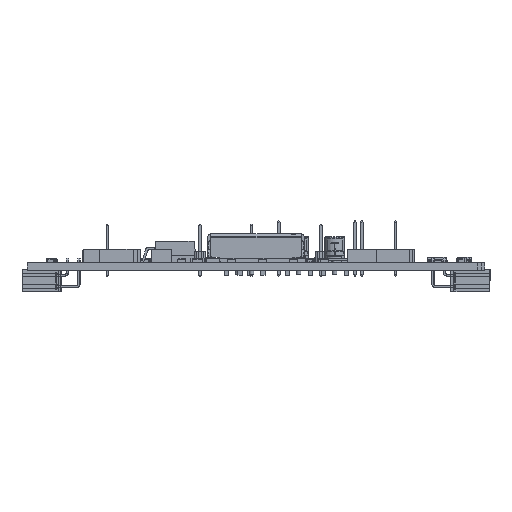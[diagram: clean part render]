
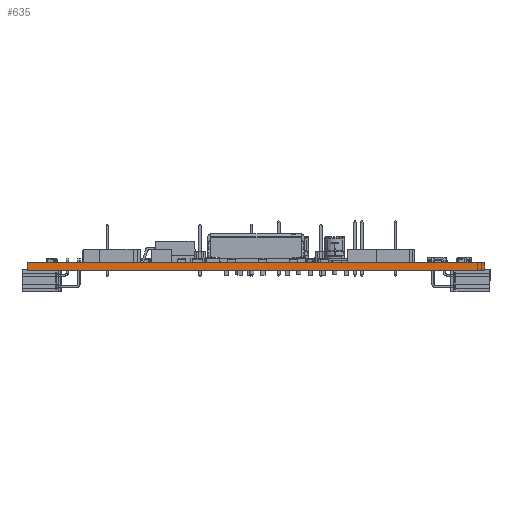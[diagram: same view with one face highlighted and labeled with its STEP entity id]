
A CAD part, left-side view. The second image highlights one B-rep face of the part: STEP entity #635.
In plain terms, the highlighted planar face has unit normal (-1, 0, 0).
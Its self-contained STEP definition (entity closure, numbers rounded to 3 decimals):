
#537 = EDGE_CURVE('',#538,#540,#542,.T.);
#538 = VERTEX_POINT('',#539);
#539 = CARTESIAN_POINT('',(0.,0.,0.));
#540 = VERTEX_POINT('',#541);
#541 = CARTESIAN_POINT('',(0.,0.,1.57));
#542 = LINE('',#543,#544);
#543 = CARTESIAN_POINT('',(0.,0.,0.));
#544 = VECTOR('',#545,1.);
#545 = DIRECTION('',(0.,0.,1.));
#610 = VERTEX_POINT('',#611);
#611 = CARTESIAN_POINT('',(0.,101.6,1.57));
#617 = EDGE_CURVE('',#618,#610,#620,.T.);
#618 = VERTEX_POINT('',#619);
#619 = CARTESIAN_POINT('',(0.,101.6,0.));
#620 = LINE('',#621,#622);
#621 = CARTESIAN_POINT('',(0.,101.6,0.));
#622 = VECTOR('',#623,1.);
#623 = DIRECTION('',(0.,0.,1.));
#635 = ADVANCED_FACE('',(#636),#652,.F.);
#636 = FACE_BOUND('',#637,.F.);
#637 = EDGE_LOOP('',(#638,#639,#645,#646));
#638 = ORIENTED_EDGE('',*,*,#617,.T.);
#639 = ORIENTED_EDGE('',*,*,#640,.T.);
#640 = EDGE_CURVE('',#610,#540,#641,.T.);
#641 = LINE('',#642,#643);
#642 = CARTESIAN_POINT('',(0.,101.6,1.57));
#643 = VECTOR('',#644,1.);
#644 = DIRECTION('',(0.,-1.,0.));
#645 = ORIENTED_EDGE('',*,*,#537,.F.);
#646 = ORIENTED_EDGE('',*,*,#647,.F.);
#647 = EDGE_CURVE('',#618,#538,#648,.T.);
#648 = LINE('',#649,#650);
#649 = CARTESIAN_POINT('',(0.,101.6,0.));
#650 = VECTOR('',#651,1.);
#651 = DIRECTION('',(0.,-1.,0.));
#652 = PLANE('',#653);
#653 = AXIS2_PLACEMENT_3D('',#654,#655,#656);
#654 = CARTESIAN_POINT('',(0.,101.6,0.));
#655 = DIRECTION('',(1.,0.,-0.));
#656 = DIRECTION('',(0.,-1.,0.));
